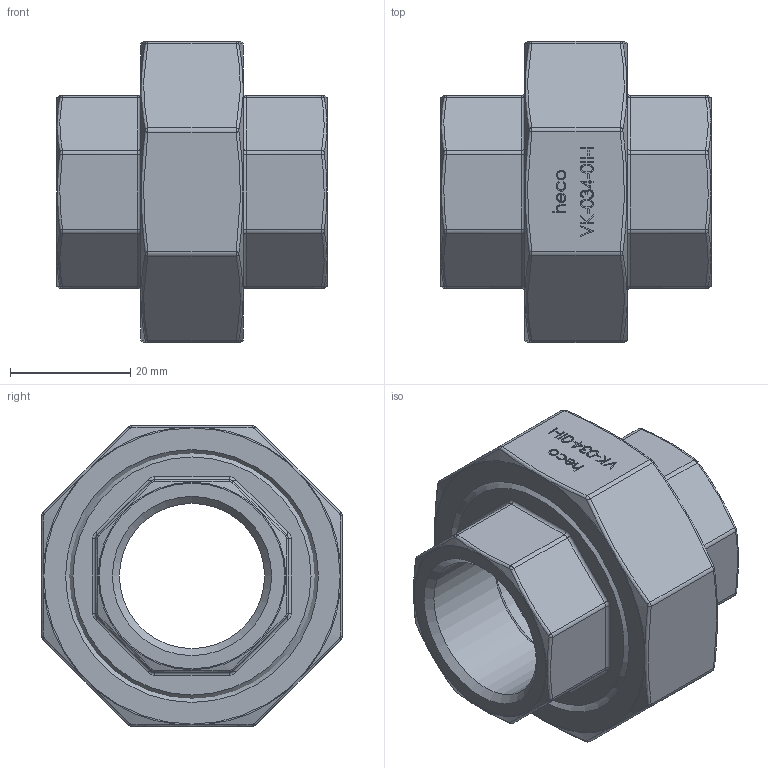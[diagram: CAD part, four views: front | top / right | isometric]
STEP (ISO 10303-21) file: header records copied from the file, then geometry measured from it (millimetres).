
FILE_DESCRIPTION (( 'STEP AP214' ), '1' );
FILE_NAME ('VK-034-0II-I Verschraubung konisch 2202.STEP', '2022-02-03T12:09:09', ( '' ), ( '' ), 'SwSTEP 2.0', 'SolidWorks 2019', '' );
FILE_SCHEMA (( 'AUTOMOTIVE_DESIGN' ));
Length unit declared in the file: millimetre
Products named in the file (1): VK-034-0II-I Verschraubung konisch 2202
Bounding box: 45 x 50 x 50 mm (x, y, z)
Volume: 36290.3 mm3; surface area: 18475.7 mm2
Topology: 3 solids, 3 shells, 387 faces, 942 edges, 560 vertices
Faces by surface type: bspline 146, plane 130, cylinder 49, torus 35, cone 27
Full cylindrical faces by diameter (mm): 24.117 x2, 28 x2, 36 x1, 36.5 x1, 39.5 x1, 39.84 x1, 42 x1
Entity records: 20270 total; most frequent: CARTESIAN_POINT 8302, ORIENTED_EDGE 1726, DIRECTION 1232, EDGE_CURVE 863, VERTEX_POINT 550, EDGE_LOOP 461, AXIS2_PLACEMENT_3D 436, FACE_OUTER_BOUND 415
